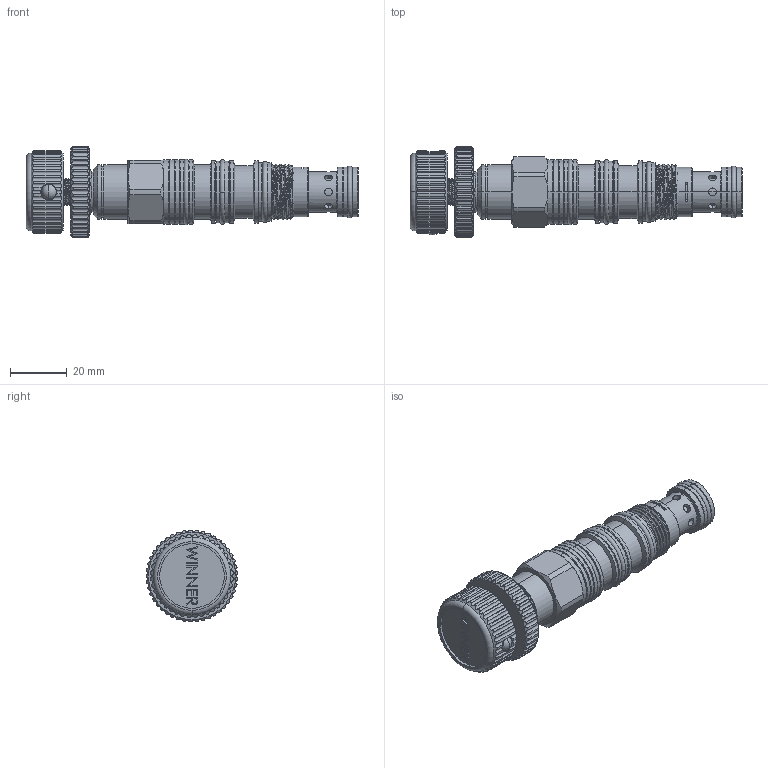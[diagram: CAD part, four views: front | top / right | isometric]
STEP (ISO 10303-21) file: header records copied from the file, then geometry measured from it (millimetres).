
FILE_DESCRIPTION (( 'STEP AP203' ), '1' );
FILE_NAME ('LN21A4P-K.STEP', '2024-05-31T06:34:07', ( '' ), ( '' ), 'SwSTEP 2.0', 'SolidWorks 2018', '' );
FILE_SCHEMA (( 'CONFIG_CONTROL_DESIGN' ));
Length unit declared in the file: millimetre
Products named in the file (1): LN21A4P-K
Bounding box: 116.54 x 32.18 x 32.2 mm (x, y, z)
Volume: 41934.8 mm3; surface area: 14233.9 mm2
Topology: 2 solids, 3 shells, 660 faces, 1719 edges, 1106 vertices
Faces by surface type: cylinder 395, plane 150, cone 58, torus 32, bspline 23, sphere 2
Entity records: 32494 total; most frequent: CARTESIAN_POINT 16974, ORIENTED_EDGE 3414, DIRECTION 2997, EDGE_CURVE 1707, AXIS2_PLACEMENT_3D 1168, VERTEX_POINT 1106, EDGE_LOOP 717, LINE 661
